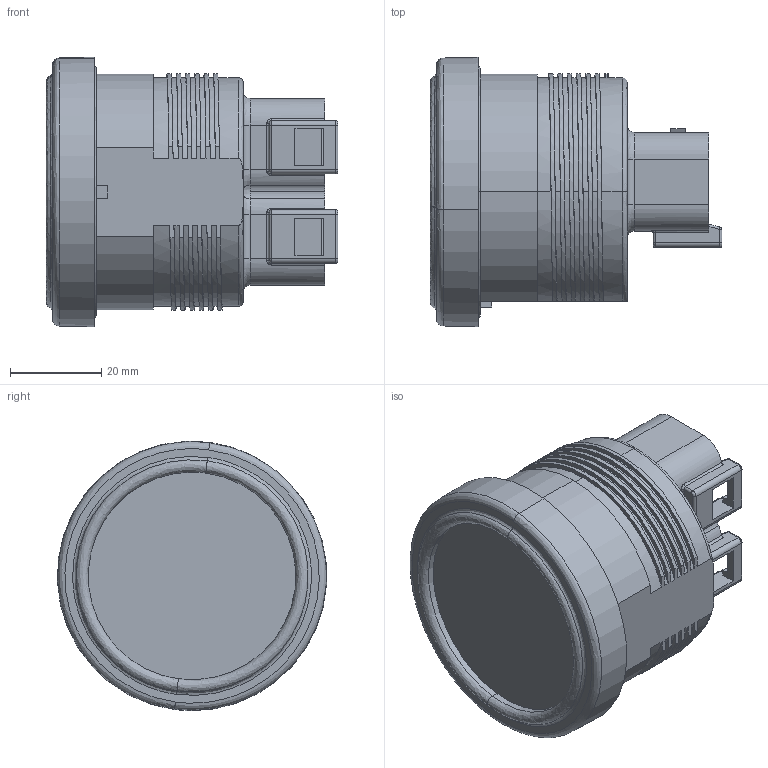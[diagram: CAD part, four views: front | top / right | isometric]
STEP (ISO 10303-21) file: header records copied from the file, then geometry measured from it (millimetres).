
FILE_DESCRIPTION (( 'STEP AP203' ), '1' );
FILE_NAME ('PVAA20BB.STEP', '2015-09-18T13:00:49', ( '' ), ( '' ), 'SwSTEP 2.0', 'SolidWorks 2012', '' );
FILE_SCHEMA (( 'CONFIG_CONTROL_DESIGN' ));
Length unit declared in the file: inch
Products named in the file (1): PVAA20BB
Bounding box: 63.88 x 58.94 x 59 mm (x, y, z)
Volume: 92775.4 mm3; surface area: 20881.9 mm2
Topology: 1 solids, 1 shells, 343 faces, 911 edges, 558 vertices
Faces by surface type: cylinder 119, plane 110, bspline 103, cone 11
Entity records: 17339 total; most frequent: CARTESIAN_POINT 9667, ORIENTED_EDGE 1758, DIRECTION 1372, EDGE_CURVE 879, VERTEX_POINT 558, AXIS2_PLACEMENT_3D 465, LINE 442, VECTOR 442
